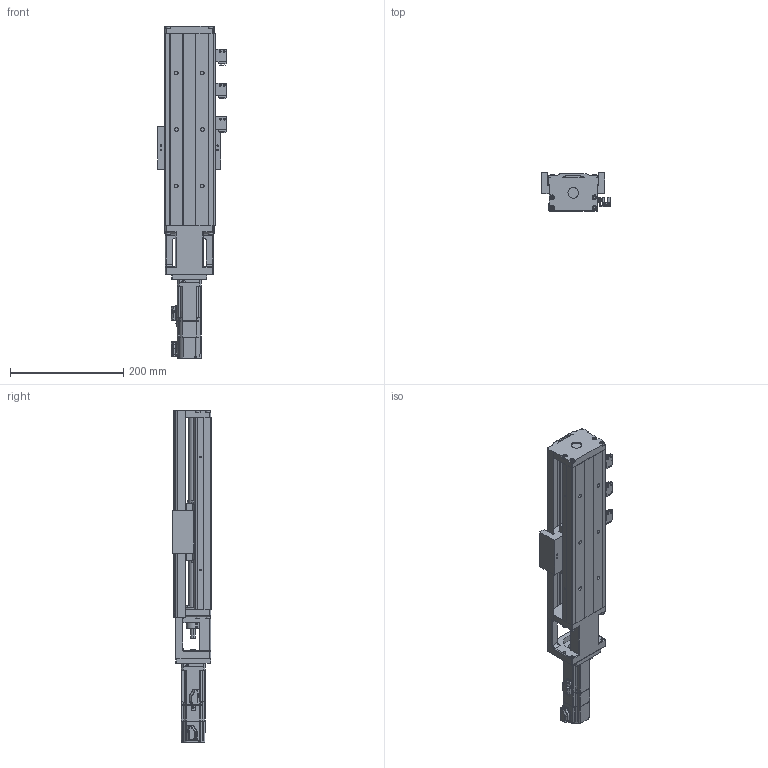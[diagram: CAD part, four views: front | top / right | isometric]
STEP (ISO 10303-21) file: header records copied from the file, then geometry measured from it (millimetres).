
FILE_DESCRIPTION (( 'STEP AP214' ), '1' );
FILE_NAME ('KK86-340A1-F3CS2M100-B.STEP', '2015-06-13T01:36:04', ( 'USER' ), ( 'Microsoft' ), 'SwSTEP 2.0', 'SolidWorks 2012', '' );
FILE_SCHEMA (( 'AUTOMOTIVE_DESIGN' ));
Length unit declared in the file: millimetre
Products named in the file (8): 100W-B; 86-F3; 盄 壽 340; 嫖萇羲壽; 80-340; KK86-BLOCK-A_12; KK86-RAIL_42; KK86-340A1-F3CS2M100-B
Assembly tree (9 placements, depth 3):
  KK86-340A1-F3CS2M100-B
    KK86-RAIL_42
    KK86-BLOCK-A_12
    盄 壽 340
      80-340
      嫖萇羲壽  x3
    86-F3
    100W-B
Bounding box: 121.5 x 68 x 587 mm (x, y, z)
Volume: 1285301.3 mm3; surface area: 374897.1 mm2
Topology: 7 solids, 43 shells, 1981 faces, 5308 edges, 3510 vertices
Faces by surface type: plane 1074, cylinder 639, bspline 109, cone 79, torus 61, sphere 19
Entity records: 64056 total; most frequent: CARTESIAN_POINT 22862, ORIENTED_EDGE 8553, DIRECTION 7951, EDGE_CURVE 4541, VERTEX_POINT 3021, AXIS2_PLACEMENT_3D 2665, VECTOR 2621, LINE 2621
